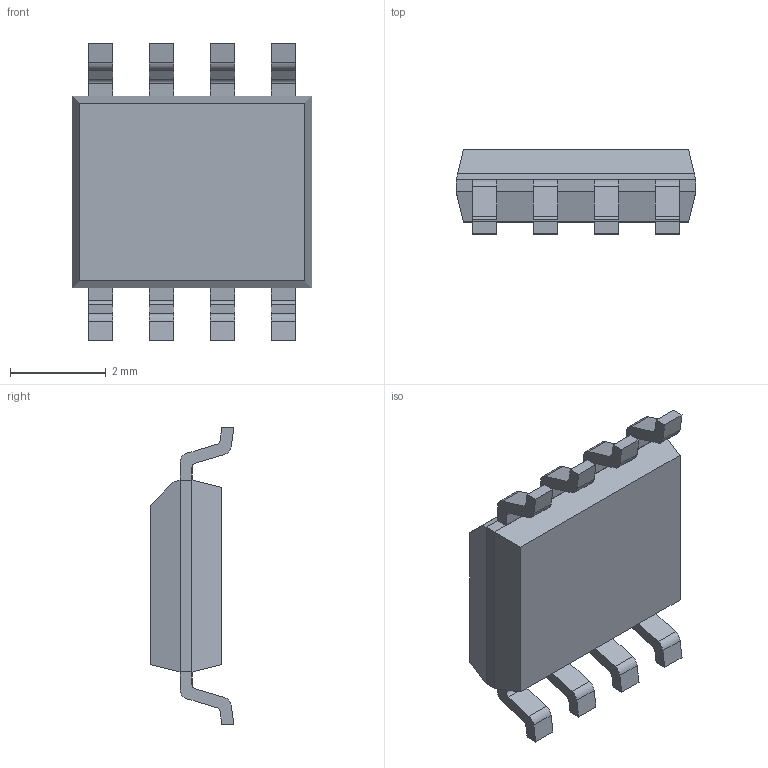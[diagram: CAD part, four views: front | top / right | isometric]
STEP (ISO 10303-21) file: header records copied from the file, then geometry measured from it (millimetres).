
FILE_DESCRIPTION (( 'STEP AP214' ), '1' );
FILE_NAME ('AD8034ARZ-REEL7.STEP', '2022-09-07T12:14:49', ( '' ), ( '' ), 'SwSTEP 2.0', 'SolidWorks 2018', '' );
FILE_SCHEMA (( 'AUTOMOTIVE_DESIGN' ));
Length unit declared in the file: millimetre
Products named in the file (1): AD8034ARZ-REEL7
Bounding box: 5 x 1.75 x 6.2 mm (x, y, z)
Volume: 29.6 mm3; surface area: 82.9 mm2
Topology: 9 solids, 9 shells, 130 faces, 325 edges, 214 vertices
Faces by surface type: plane 96, cylinder 34
Entity records: 5389 total; most frequent: CARTESIAN_POINT 670, DIRECTION 655, ORIENTED_EDGE 650, EDGE_CURVE 325, VECTOR 257, LINE 257, VERTEX_POINT 214, AXIS2_PLACEMENT_3D 199
